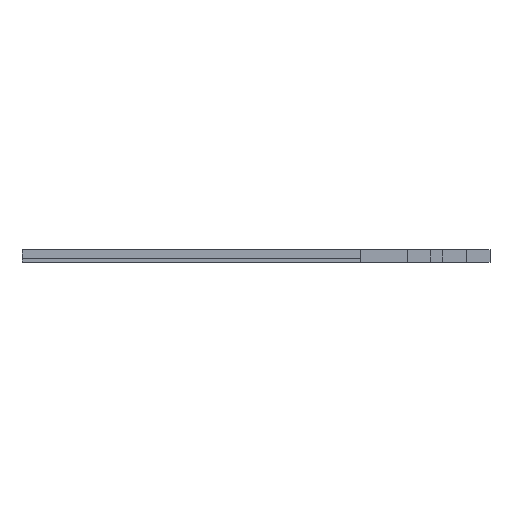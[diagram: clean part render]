
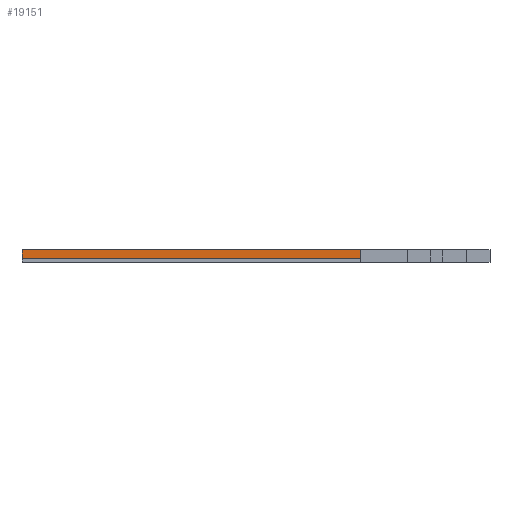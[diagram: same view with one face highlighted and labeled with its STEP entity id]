
A CAD part, front view. The second image highlights one B-rep face of the part: STEP entity #19151.
In plain terms, the highlighted planar face has unit normal (0, -1, 0).
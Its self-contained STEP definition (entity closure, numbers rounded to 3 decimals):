
#996=FACE_OUTER_BOUND('',#1963,.T.);
#1963=EDGE_LOOP('',(#16631,#16632,#16633,#16634));
#4622=LINE('',#29896,#7323);
#4648=LINE('',#29954,#7349);
#4651=LINE('',#29961,#7352);
#4654=LINE('',#29966,#7355);
#7323=VECTOR('',#24479,10.);
#7349=VECTOR('',#24527,10.);
#7352=VECTOR('',#24532,10.);
#7355=VECTOR('',#24537,10.);
#9169=VERTEX_POINT('',#29893);
#9170=VERTEX_POINT('',#29895);
#9191=VERTEX_POINT('',#29952);
#9194=VERTEX_POINT('',#29960);
#11845=EDGE_CURVE('',#9169,#9170,#4622,.T.);
#11874=EDGE_CURVE('',#9191,#9169,#4648,.T.);
#11877=EDGE_CURVE('',#9170,#9194,#4651,.T.);
#11880=EDGE_CURVE('',#9194,#9191,#4654,.T.);
#16631=ORIENTED_EDGE('',*,*,#11880,.F.);
#16632=ORIENTED_EDGE('',*,*,#11877,.F.);
#16633=ORIENTED_EDGE('',*,*,#11845,.F.);
#16634=ORIENTED_EDGE('',*,*,#11874,.F.);
#18244=PLANE('',#20086);
#19151=ADVANCED_FACE('',(#996),#18244,.T.);
#20086=AXIS2_PLACEMENT_3D('',#29965,#24535,#24536);
#24479=DIRECTION('',(0.,0.,1.));
#24527=DIRECTION('',(-1.,0.,0.));
#24532=DIRECTION('',(1.,0.,0.));
#24535=DIRECTION('center_axis',(0.,-1.,0.));
#24536=DIRECTION('ref_axis',(1.,0.,0.));
#24537=DIRECTION('',(0.,0.,-1.));
#29893=CARTESIAN_POINT('',(0.,-105.775,1.6));
#29895=CARTESIAN_POINT('',(0.,-105.775,5.1));
#29896=CARTESIAN_POINT('',(0.,-105.775,1.6));
#29952=CARTESIAN_POINT('',(136.208,-105.775,1.6));
#29954=CARTESIAN_POINT('',(88.344,-105.775,1.6));
#29960=CARTESIAN_POINT('',(136.208,-105.775,5.1));
#29961=CARTESIAN_POINT('',(333.447,-105.775,5.1));
#29965=CARTESIAN_POINT('Origin',(0.,-105.775,1.6));
#29966=CARTESIAN_POINT('',(136.208,-105.775,0.8));
